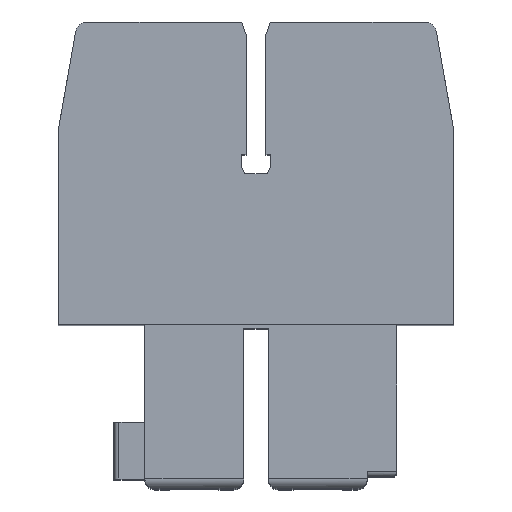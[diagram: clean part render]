
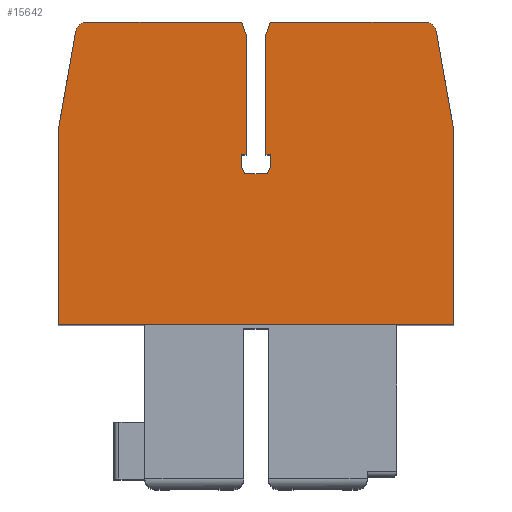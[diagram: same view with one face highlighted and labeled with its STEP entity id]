
A CAD part, top view. The second image highlights one B-rep face of the part: STEP entity #15642.
In plain terms, the highlighted planar face has unit normal (0, 0, 1).
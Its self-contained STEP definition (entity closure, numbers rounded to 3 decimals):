
#337=LINE('',#23103,#2097);
#439=LINE('',#23324,#2199);
#472=LINE('',#23407,#2232);
#473=LINE('',#23409,#2233);
#474=LINE('',#23411,#2234);
#475=LINE('',#23413,#2235);
#476=LINE('',#23415,#2236);
#477=LINE('',#23417,#2237);
#478=LINE('',#23419,#2238);
#479=LINE('',#23421,#2239);
#480=LINE('',#23423,#2240);
#481=LINE('',#23425,#2241);
#482=LINE('',#23427,#2242);
#483=LINE('',#23430,#2243);
#484=LINE('',#23432,#2244);
#485=LINE('',#23434,#2245);
#486=LINE('',#23436,#2246);
#487=LINE('',#23438,#2247);
#2097=VECTOR('',#18126,1000.);
#2199=VECTOR('',#18262,1000.);
#2232=VECTOR('',#18329,1000.);
#2233=VECTOR('',#18330,1000.);
#2234=VECTOR('',#18331,1000.);
#2235=VECTOR('',#18332,1000.);
#2236=VECTOR('',#18333,1000.);
#2237=VECTOR('',#18334,1000.);
#2238=VECTOR('',#18335,1000.);
#2239=VECTOR('',#18336,1000.);
#2240=VECTOR('',#18337,1000.);
#2241=VECTOR('',#18338,1000.);
#2242=VECTOR('',#18339,1000.);
#2243=VECTOR('',#18342,1000.);
#2244=VECTOR('',#18343,1000.);
#2245=VECTOR('',#18344,1000.);
#2246=VECTOR('',#18345,1000.);
#2247=VECTOR('',#18346,1000.);
#3858=PLANE('',#16675);
#5052=ORIENTED_EDGE('',*,*,#9613,.T.);
#5053=ORIENTED_EDGE('',*,*,#9780,.F.);
#5054=ORIENTED_EDGE('',*,*,#9781,.F.);
#5055=ORIENTED_EDGE('',*,*,#9782,.F.);
#5056=ORIENTED_EDGE('',*,*,#9783,.F.);
#5057=ORIENTED_EDGE('',*,*,#9784,.F.);
#5058=ORIENTED_EDGE('',*,*,#9785,.F.);
#5059=ORIENTED_EDGE('',*,*,#9786,.F.);
#5060=ORIENTED_EDGE('',*,*,#9787,.F.);
#5061=ORIENTED_EDGE('',*,*,#9788,.F.);
#5062=ORIENTED_EDGE('',*,*,#9789,.F.);
#5063=ORIENTED_EDGE('',*,*,#9790,.F.);
#5064=ORIENTED_EDGE('',*,*,#9731,.T.);
#5065=ORIENTED_EDGE('',*,*,#9791,.T.);
#5066=ORIENTED_EDGE('',*,*,#9792,.T.);
#5067=ORIENTED_EDGE('',*,*,#9793,.T.);
#5068=ORIENTED_EDGE('',*,*,#9794,.T.);
#5069=ORIENTED_EDGE('',*,*,#9795,.T.);
#5070=ORIENTED_EDGE('',*,*,#9796,.T.);
#5071=ORIENTED_EDGE('',*,*,#9797,.T.);
#9613=EDGE_CURVE('',#11993,#11992,#337,.T.);
#9731=EDGE_CURVE('',#12095,#12094,#439,.T.);
#9780=EDGE_CURVE('',#12128,#11992,#472,.T.);
#9781=EDGE_CURVE('',#12129,#12128,#473,.T.);
#9782=EDGE_CURVE('',#12130,#12129,#474,.T.);
#9783=EDGE_CURVE('',#12131,#12130,#475,.T.);
#9784=EDGE_CURVE('',#12132,#12131,#476,.T.);
#9785=EDGE_CURVE('',#12133,#12132,#477,.T.);
#9786=EDGE_CURVE('',#12134,#12133,#478,.T.);
#9787=EDGE_CURVE('',#12135,#12134,#479,.T.);
#9788=EDGE_CURVE('',#12136,#12135,#480,.T.);
#9789=EDGE_CURVE('',#12137,#12136,#481,.T.);
#9790=EDGE_CURVE('',#12095,#12137,#482,.T.);
#9791=EDGE_CURVE('',#12094,#12138,#13412,.T.);
#9792=EDGE_CURVE('',#12138,#12139,#483,.T.);
#9793=EDGE_CURVE('',#12139,#12140,#484,.T.);
#9794=EDGE_CURVE('',#12140,#12141,#485,.T.);
#9795=EDGE_CURVE('',#12141,#12142,#486,.T.);
#9796=EDGE_CURVE('',#12142,#12143,#487,.T.);
#9797=EDGE_CURVE('',#12143,#11993,#13413,.T.);
#11992=VERTEX_POINT('',#23102);
#11993=VERTEX_POINT('',#23104);
#12094=VERTEX_POINT('',#23323);
#12095=VERTEX_POINT('',#23325);
#12128=VERTEX_POINT('',#23408);
#12129=VERTEX_POINT('',#23410);
#12130=VERTEX_POINT('',#23412);
#12131=VERTEX_POINT('',#23414);
#12132=VERTEX_POINT('',#23416);
#12133=VERTEX_POINT('',#23418);
#12134=VERTEX_POINT('',#23420);
#12135=VERTEX_POINT('',#23422);
#12136=VERTEX_POINT('',#23424);
#12137=VERTEX_POINT('',#23426);
#12138=VERTEX_POINT('',#23429);
#12139=VERTEX_POINT('',#23431);
#12140=VERTEX_POINT('',#23433);
#12141=VERTEX_POINT('',#23435);
#12142=VERTEX_POINT('',#23437);
#12143=VERTEX_POINT('',#23439);
#13412=CIRCLE('',#16676,0.5);
#13413=CIRCLE('',#16677,0.5);
#13678=EDGE_LOOP('',(#5052,#5053,#5054,#5055,#5056,#5057,#5058,#5059,#5060,
#5061,#5062,#5063,#5064,#5065,#5066,#5067,#5068,#5069,#5070,#5071));
#14628=FACE_BOUND('',#13678,.T.);
#15642=ADVANCED_FACE('',(#14628),#3858,.T.);
#16675=AXIS2_PLACEMENT_3D('',#23406,#18327,#18328);
#16676=AXIS2_PLACEMENT_3D('',#23428,#18340,#18341);
#16677=AXIS2_PLACEMENT_3D('',#23440,#18347,#18348);
#18126=DIRECTION('',(-1.,0.,0.));
#18262=DIRECTION('',(-1.,0.,0.));
#18327=DIRECTION('',(0.,0.,1.));
#18328=DIRECTION('',(1.,0.,0.));
#18329=DIRECTION('',(0.342,0.94,0.));
#18330=DIRECTION('',(0.,1.,0.));
#18331=DIRECTION('',(-1.,0.,0.));
#18332=DIRECTION('',(0.,1.,0.));
#18333=DIRECTION('',(0.447,0.894,0.));
#18334=DIRECTION('',(1.,0.,0.));
#18335=DIRECTION('',(0.447,-0.894,0.));
#18336=DIRECTION('',(0.,-1.,0.));
#18337=DIRECTION('',(-1.,0.,0.));
#18338=DIRECTION('',(0.,-1.,0.));
#18339=DIRECTION('',(0.342,-0.94,0.));
#18340=DIRECTION('',(0.,0.,1.));
#18341=DIRECTION('',(1.,0.,0.));
#18342=DIRECTION('',(-0.174,-0.985,0.));
#18343=DIRECTION('',(0.,-1.,0.));
#18344=DIRECTION('',(1.,0.,0.));
#18345=DIRECTION('',(0.,1.,0.));
#18346=DIRECTION('',(-0.174,0.985,0.));
#18347=DIRECTION('',(0.,0.,1.));
#18348=DIRECTION('',(1.,0.,0.));
#23102=CARTESIAN_POINT('',(0.582,18.9,29.5));
#23103=CARTESIAN_POINT('',(6.815,18.9,29.5));
#23104=CARTESIAN_POINT('',(6.815,18.9,29.5));
#23323=CARTESIAN_POINT('',(-6.815,18.9,29.5));
#23324=CARTESIAN_POINT('',(6.815,18.9,29.5));
#23325=CARTESIAN_POINT('',(-0.582,18.9,29.5));
#23406=CARTESIAN_POINT('',(6.815,18.4,29.5));
#23407=CARTESIAN_POINT('',(0.4,18.4,29.5));
#23408=CARTESIAN_POINT('',(0.4,18.4,29.5));
#23409=CARTESIAN_POINT('',(0.4,13.55,29.5));
#23410=CARTESIAN_POINT('',(0.4,13.55,29.5));
#23411=CARTESIAN_POINT('',(0.6,13.55,29.5));
#23412=CARTESIAN_POINT('',(0.6,13.55,29.5));
#23413=CARTESIAN_POINT('',(0.6,13.05,29.5));
#23414=CARTESIAN_POINT('',(0.6,13.05,29.5));
#23415=CARTESIAN_POINT('',(0.45,12.75,29.5));
#23416=CARTESIAN_POINT('',(0.45,12.75,29.5));
#23417=CARTESIAN_POINT('',(-0.45,12.75,29.5));
#23418=CARTESIAN_POINT('',(-0.45,12.75,29.5));
#23419=CARTESIAN_POINT('',(-0.6,13.05,29.5));
#23420=CARTESIAN_POINT('',(-0.6,13.05,29.5));
#23421=CARTESIAN_POINT('',(-0.6,13.55,29.5));
#23422=CARTESIAN_POINT('',(-0.6,13.55,29.5));
#23423=CARTESIAN_POINT('',(-0.4,13.55,29.5));
#23424=CARTESIAN_POINT('',(-0.4,13.55,29.5));
#23425=CARTESIAN_POINT('',(-0.4,18.4,29.5));
#23426=CARTESIAN_POINT('',(-0.4,18.4,29.5));
#23427=CARTESIAN_POINT('',(-0.582,18.9,29.5));
#23428=CARTESIAN_POINT('',(-6.815,18.4,29.5));
#23429=CARTESIAN_POINT('',(-7.307,18.487,29.5));
#23430=CARTESIAN_POINT('',(-7.307,18.487,29.5));
#23431=CARTESIAN_POINT('',(-8.,14.559,29.5));
#23432=CARTESIAN_POINT('',(-8.,14.559,29.5));
#23433=CARTESIAN_POINT('',(-8.,6.65,29.5));
#23434=CARTESIAN_POINT('',(-8.,6.65,29.5));
#23435=CARTESIAN_POINT('',(8.,6.65,29.5));
#23436=CARTESIAN_POINT('',(8.,6.65,29.5));
#23437=CARTESIAN_POINT('',(8.,14.559,29.5));
#23438=CARTESIAN_POINT('',(8.,14.559,29.5));
#23439=CARTESIAN_POINT('',(7.307,18.487,29.5));
#23440=CARTESIAN_POINT('',(6.815,18.4,29.5));
